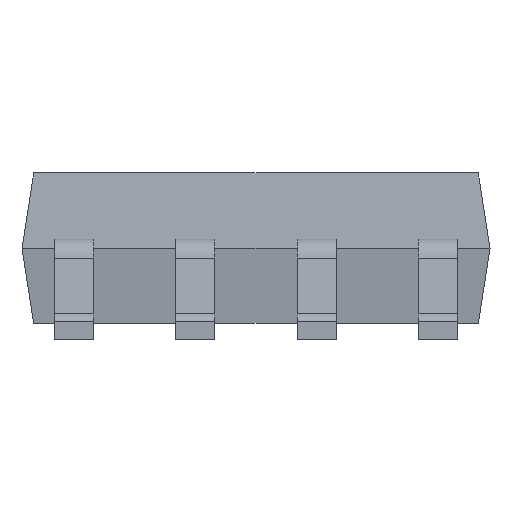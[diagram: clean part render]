
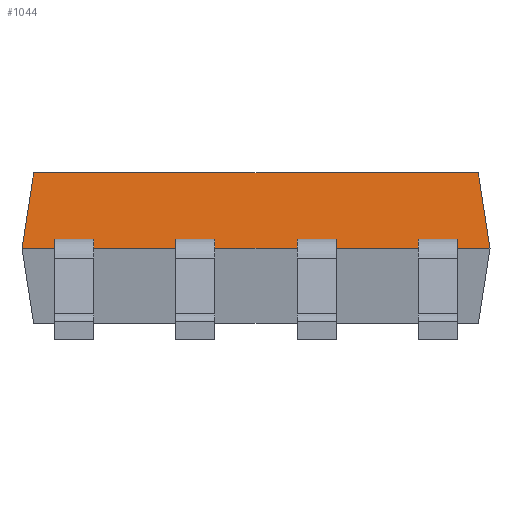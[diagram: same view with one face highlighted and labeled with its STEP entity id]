
A CAD part, left-side view. The second image highlights one B-rep face of the part: STEP entity #1044.
In plain terms, the highlighted free-form (B-spline) face has degree [1, 1] with [2, 2] control points.
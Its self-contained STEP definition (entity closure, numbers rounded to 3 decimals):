
#24 = VERTEX_POINT('',#25);
#25 = CARTESIAN_POINT('',(-1.85,-2.33,1.75));
#31 = EDGE_CURVE('',#24,#32,#34,.T.);
#32 = VERTEX_POINT('',#33);
#33 = CARTESIAN_POINT('',(-1.85,2.33,1.75));
#34 = LINE('',#35,#36);
#35 = CARTESIAN_POINT('',(-1.85,-2.33,1.75));
#36 = VECTOR('',#37,1.);
#37 = DIRECTION('',(0.,1.,0.));
#849 = EDGE_CURVE('',#24,#850,#852,.T.);
#850 = VERTEX_POINT('',#851);
#851 = CARTESIAN_POINT('',(-1.948,-2.453,0.963));
#852 = B_SPLINE_CURVE_WITH_KNOTS('',1,(#853,#854),.UNSPECIFIED.,.F.,.F.,
  (2,2),(0.,1.),.PIECEWISE_BEZIER_KNOTS.);
#853 = CARTESIAN_POINT('',(-1.85,-2.33,1.75));
#854 = CARTESIAN_POINT('',(-1.948,-2.453,0.963));
#1044 = ADVANCED_FACE('',(#1045),#1210,.T.);
#1045 = FACE_BOUND('',#1046,.T.);
#1046 = EDGE_LOOP('',(#1047,#1048,#1049,#1056,#1064,#1076,#1083,#1095,
    #1103,#1113,#1120,#1130,#1138,#1148,#1155,#1165,#1173,#1185,#1192,
    #1204));
#1047 = ORIENTED_EDGE('',*,*,#849,.F.);
#1048 = ORIENTED_EDGE('',*,*,#31,.T.);
#1049 = ORIENTED_EDGE('',*,*,#1050,.T.);
#1050 = EDGE_CURVE('',#32,#1051,#1053,.T.);
#1051 = VERTEX_POINT('',#1052);
#1052 = CARTESIAN_POINT('',(-1.948,2.453,0.963));
#1053 = B_SPLINE_CURVE_WITH_KNOTS('',1,(#1054,#1055),.UNSPECIFIED.,.F.,
  .F.,(2,2),(0.,1.),.PIECEWISE_BEZIER_KNOTS.);
#1054 = CARTESIAN_POINT('',(-1.85,2.33,1.75));
#1055 = CARTESIAN_POINT('',(-1.948,2.453,0.963));
#1056 = ORIENTED_EDGE('',*,*,#1057,.F.);
#1057 = EDGE_CURVE('',#1058,#1051,#1060,.T.);
#1058 = VERTEX_POINT('',#1059);
#1059 = CARTESIAN_POINT('',(-1.948,2.11,0.963));
#1060 = LINE('',#1061,#1062);
#1061 = CARTESIAN_POINT('',(-1.948,-2.453,0.963));
#1062 = VECTOR('',#1063,1.);
#1063 = DIRECTION('',(0.,1.,0.));
#1064 = ORIENTED_EDGE('',*,*,#1065,.F.);
#1065 = EDGE_CURVE('',#1066,#1058,#1068,.T.);
#1066 = VERTEX_POINT('',#1067);
#1067 = CARTESIAN_POINT('',(-1.936,2.11,1.058));
#1068 = B_SPLINE_CURVE_WITH_KNOTS('',6,(#1069,#1070,#1071,#1072,#1073,
    #1074,#1075),.UNSPECIFIED.,.F.,.F.,(7,7),(0.,1.),
  .PIECEWISE_BEZIER_KNOTS.);
#1069 = CARTESIAN_POINT('',(-1.936,2.11,1.058));
#1070 = CARTESIAN_POINT('',(-1.938,2.11,1.041));
#1071 = CARTESIAN_POINT('',(-1.939,2.11,1.028));
#1072 = CARTESIAN_POINT('',(-1.942,2.11,1.011));
#1073 = CARTESIAN_POINT('',(-1.944,2.11,0.989));
#1074 = CARTESIAN_POINT('',(-1.947,2.11,0.968));
#1075 = CARTESIAN_POINT('',(-1.948,2.11,0.963));
#1076 = ORIENTED_EDGE('',*,*,#1077,.T.);
#1077 = EDGE_CURVE('',#1066,#1078,#1080,.T.);
#1078 = VERTEX_POINT('',#1079);
#1079 = CARTESIAN_POINT('',(-1.936,1.7,1.058));
#1080 = B_SPLINE_CURVE_WITH_KNOTS('',1,(#1081,#1082),.UNSPECIFIED.,.F.,
  .F.,(2,2),(0.,1.),.PIECEWISE_BEZIER_KNOTS.);
#1081 = CARTESIAN_POINT('',(-1.936,2.11,1.058));
#1082 = CARTESIAN_POINT('',(-1.936,1.7,1.058));
#1083 = ORIENTED_EDGE('',*,*,#1084,.T.);
#1084 = EDGE_CURVE('',#1078,#1085,#1087,.T.);
#1085 = VERTEX_POINT('',#1086);
#1086 = CARTESIAN_POINT('',(-1.948,1.7,0.963));
#1087 = B_SPLINE_CURVE_WITH_KNOTS('',6,(#1088,#1089,#1090,#1091,#1092,
    #1093,#1094),.UNSPECIFIED.,.F.,.F.,(7,7),(0.,1.),
  .PIECEWISE_BEZIER_KNOTS.);
#1088 = CARTESIAN_POINT('',(-1.936,1.7,1.058));
#1089 = CARTESIAN_POINT('',(-1.938,1.7,1.039));
#1090 = CARTESIAN_POINT('',(-1.94,1.7,1.026));
#1091 = CARTESIAN_POINT('',(-1.942,1.7,1.009));
#1092 = CARTESIAN_POINT('',(-1.944,1.7,0.988));
#1093 = CARTESIAN_POINT('',(-1.947,1.7,0.967));
#1094 = CARTESIAN_POINT('',(-1.948,1.7,0.963));
#1095 = ORIENTED_EDGE('',*,*,#1096,.F.);
#1096 = EDGE_CURVE('',#1097,#1085,#1099,.T.);
#1097 = VERTEX_POINT('',#1098);
#1098 = CARTESIAN_POINT('',(-1.948,0.84,0.963));
#1099 = LINE('',#1100,#1101);
#1100 = CARTESIAN_POINT('',(-1.948,-2.453,0.963));
#1101 = VECTOR('',#1102,1.);
#1102 = DIRECTION('',(0.,1.,0.));
#1103 = ORIENTED_EDGE('',*,*,#1104,.F.);
#1104 = EDGE_CURVE('',#1105,#1097,#1107,.T.);
#1105 = VERTEX_POINT('',#1106);
#1106 = CARTESIAN_POINT('',(-1.936,0.84,1.058));
#1107 = B_SPLINE_CURVE_WITH_KNOTS('',4,(#1108,#1109,#1110,#1111,#1112),
  .UNSPECIFIED.,.F.,.F.,(5,5),(0.,1.),.PIECEWISE_BEZIER_KNOTS.);
#1108 = CARTESIAN_POINT('',(-1.936,0.84,1.058));
#1109 = CARTESIAN_POINT('',(-1.939,0.84,1.034));
#1110 = CARTESIAN_POINT('',(-1.942,0.84,1.01));
#1111 = CARTESIAN_POINT('',(-1.945,0.84,0.986));
#1112 = CARTESIAN_POINT('',(-1.948,0.84,0.963));
#1113 = ORIENTED_EDGE('',*,*,#1114,.T.);
#1114 = EDGE_CURVE('',#1105,#1115,#1117,.T.);
#1115 = VERTEX_POINT('',#1116);
#1116 = CARTESIAN_POINT('',(-1.936,0.43,1.058));
#1117 = B_SPLINE_CURVE_WITH_KNOTS('',1,(#1118,#1119),.UNSPECIFIED.,.F.,
  .F.,(2,2),(0.,1.),.PIECEWISE_BEZIER_KNOTS.);
#1118 = CARTESIAN_POINT('',(-1.936,0.84,1.058));
#1119 = CARTESIAN_POINT('',(-1.936,0.43,1.058));
#1120 = ORIENTED_EDGE('',*,*,#1121,.T.);
#1121 = EDGE_CURVE('',#1115,#1122,#1124,.T.);
#1122 = VERTEX_POINT('',#1123);
#1123 = CARTESIAN_POINT('',(-1.948,0.43,0.963));
#1124 = B_SPLINE_CURVE_WITH_KNOTS('',4,(#1125,#1126,#1127,#1128,#1129),
  .UNSPECIFIED.,.F.,.F.,(5,5),(0.,1.),.PIECEWISE_BEZIER_KNOTS.);
#1125 = CARTESIAN_POINT('',(-1.936,0.43,1.058));
#1126 = CARTESIAN_POINT('',(-1.939,0.43,1.034));
#1127 = CARTESIAN_POINT('',(-1.942,0.43,1.01));
#1128 = CARTESIAN_POINT('',(-1.945,0.43,0.986));
#1129 = CARTESIAN_POINT('',(-1.948,0.43,0.963));
#1130 = ORIENTED_EDGE('',*,*,#1131,.F.);
#1131 = EDGE_CURVE('',#1132,#1122,#1134,.T.);
#1132 = VERTEX_POINT('',#1133);
#1133 = CARTESIAN_POINT('',(-1.948,-0.43,0.963));
#1134 = LINE('',#1135,#1136);
#1135 = CARTESIAN_POINT('',(-1.948,-2.453,0.963));
#1136 = VECTOR('',#1137,1.);
#1137 = DIRECTION('',(0.,1.,0.));
#1138 = ORIENTED_EDGE('',*,*,#1139,.F.);
#1139 = EDGE_CURVE('',#1140,#1132,#1142,.T.);
#1140 = VERTEX_POINT('',#1141);
#1141 = CARTESIAN_POINT('',(-1.936,-0.43,1.058));
#1142 = B_SPLINE_CURVE_WITH_KNOTS('',4,(#1143,#1144,#1145,#1146,#1147),
  .UNSPECIFIED.,.F.,.F.,(5,5),(0.,1.),.PIECEWISE_BEZIER_KNOTS.);
#1143 = CARTESIAN_POINT('',(-1.936,-0.43,1.058));
#1144 = CARTESIAN_POINT('',(-1.939,-0.43,1.034));
#1145 = CARTESIAN_POINT('',(-1.942,-0.43,1.01));
#1146 = CARTESIAN_POINT('',(-1.945,-0.43,0.986));
#1147 = CARTESIAN_POINT('',(-1.948,-0.43,0.963));
#1148 = ORIENTED_EDGE('',*,*,#1149,.T.);
#1149 = EDGE_CURVE('',#1140,#1150,#1152,.T.);
#1150 = VERTEX_POINT('',#1151);
#1151 = CARTESIAN_POINT('',(-1.936,-0.84,1.058));
#1152 = B_SPLINE_CURVE_WITH_KNOTS('',1,(#1153,#1154),.UNSPECIFIED.,.F.,
  .F.,(2,2),(0.,1.),.PIECEWISE_BEZIER_KNOTS.);
#1153 = CARTESIAN_POINT('',(-1.936,-0.43,1.058));
#1154 = CARTESIAN_POINT('',(-1.936,-0.84,1.058));
#1155 = ORIENTED_EDGE('',*,*,#1156,.T.);
#1156 = EDGE_CURVE('',#1150,#1157,#1159,.T.);
#1157 = VERTEX_POINT('',#1158);
#1158 = CARTESIAN_POINT('',(-1.948,-0.84,0.963));
#1159 = B_SPLINE_CURVE_WITH_KNOTS('',4,(#1160,#1161,#1162,#1163,#1164),
  .UNSPECIFIED.,.F.,.F.,(5,5),(0.,1.),.PIECEWISE_BEZIER_KNOTS.);
#1160 = CARTESIAN_POINT('',(-1.936,-0.84,1.058));
#1161 = CARTESIAN_POINT('',(-1.939,-0.84,1.034));
#1162 = CARTESIAN_POINT('',(-1.942,-0.84,1.01));
#1163 = CARTESIAN_POINT('',(-1.945,-0.84,0.986));
#1164 = CARTESIAN_POINT('',(-1.948,-0.84,0.963));
#1165 = ORIENTED_EDGE('',*,*,#1166,.F.);
#1166 = EDGE_CURVE('',#1167,#1157,#1169,.T.);
#1167 = VERTEX_POINT('',#1168);
#1168 = CARTESIAN_POINT('',(-1.948,-1.7,0.963));
#1169 = LINE('',#1170,#1171);
#1170 = CARTESIAN_POINT('',(-1.948,-2.453,0.963));
#1171 = VECTOR('',#1172,1.);
#1172 = DIRECTION('',(0.,1.,0.));
#1173 = ORIENTED_EDGE('',*,*,#1174,.F.);
#1174 = EDGE_CURVE('',#1175,#1167,#1177,.T.);
#1175 = VERTEX_POINT('',#1176);
#1176 = CARTESIAN_POINT('',(-1.936,-1.7,1.058));
#1177 = B_SPLINE_CURVE_WITH_KNOTS('',6,(#1178,#1179,#1180,#1181,#1182,
    #1183,#1184),.UNSPECIFIED.,.F.,.F.,(7,7),(0.,1.),
  .PIECEWISE_BEZIER_KNOTS.);
#1178 = CARTESIAN_POINT('',(-1.936,-1.7,1.058));
#1179 = CARTESIAN_POINT('',(-1.938,-1.7,1.039));
#1180 = CARTESIAN_POINT('',(-1.94,-1.7,1.026));
#1181 = CARTESIAN_POINT('',(-1.942,-1.7,1.009));
#1182 = CARTESIAN_POINT('',(-1.944,-1.7,0.988));
#1183 = CARTESIAN_POINT('',(-1.947,-1.7,0.967));
#1184 = CARTESIAN_POINT('',(-1.948,-1.7,0.963));
#1185 = ORIENTED_EDGE('',*,*,#1186,.T.);
#1186 = EDGE_CURVE('',#1175,#1187,#1189,.T.);
#1187 = VERTEX_POINT('',#1188);
#1188 = CARTESIAN_POINT('',(-1.936,-2.11,1.058));
#1189 = B_SPLINE_CURVE_WITH_KNOTS('',1,(#1190,#1191),.UNSPECIFIED.,.F.,
  .F.,(2,2),(0.,1.),.PIECEWISE_BEZIER_KNOTS.);
#1190 = CARTESIAN_POINT('',(-1.936,-1.7,1.058));
#1191 = CARTESIAN_POINT('',(-1.936,-2.11,1.058));
#1192 = ORIENTED_EDGE('',*,*,#1193,.T.);
#1193 = EDGE_CURVE('',#1187,#1194,#1196,.T.);
#1194 = VERTEX_POINT('',#1195);
#1195 = CARTESIAN_POINT('',(-1.948,-2.11,0.963));
#1196 = B_SPLINE_CURVE_WITH_KNOTS('',6,(#1197,#1198,#1199,#1200,#1201,
    #1202,#1203),.UNSPECIFIED.,.F.,.F.,(7,7),(0.,1.),
  .PIECEWISE_BEZIER_KNOTS.);
#1197 = CARTESIAN_POINT('',(-1.936,-2.11,1.058));
#1198 = CARTESIAN_POINT('',(-1.938,-2.11,1.041));
#1199 = CARTESIAN_POINT('',(-1.939,-2.11,1.028));
#1200 = CARTESIAN_POINT('',(-1.942,-2.11,1.011));
#1201 = CARTESIAN_POINT('',(-1.944,-2.11,0.989));
#1202 = CARTESIAN_POINT('',(-1.947,-2.11,0.968));
#1203 = CARTESIAN_POINT('',(-1.948,-2.11,0.963));
#1204 = ORIENTED_EDGE('',*,*,#1205,.F.);
#1205 = EDGE_CURVE('',#850,#1194,#1206,.T.);
#1206 = LINE('',#1207,#1208);
#1207 = CARTESIAN_POINT('',(-1.948,-2.453,0.963));
#1208 = VECTOR('',#1209,1.);
#1209 = DIRECTION('',(0.,1.,0.));
#1210 = B_SPLINE_SURFACE_WITH_KNOTS('',1,1,(
    (#1211,#1212)
    ,(#1213,#1214
    )),.UNSPECIFIED.,.F.,.F.,.F.,(2,2),(2,2),(0.,4.905),(0.,1.),
  .PIECEWISE_BEZIER_KNOTS.);
#1211 = CARTESIAN_POINT('',(-1.85,-2.33,1.75));
#1212 = CARTESIAN_POINT('',(-1.948,-2.453,0.963));
#1213 = CARTESIAN_POINT('',(-1.85,2.33,1.75));
#1214 = CARTESIAN_POINT('',(-1.948,2.453,0.963));
